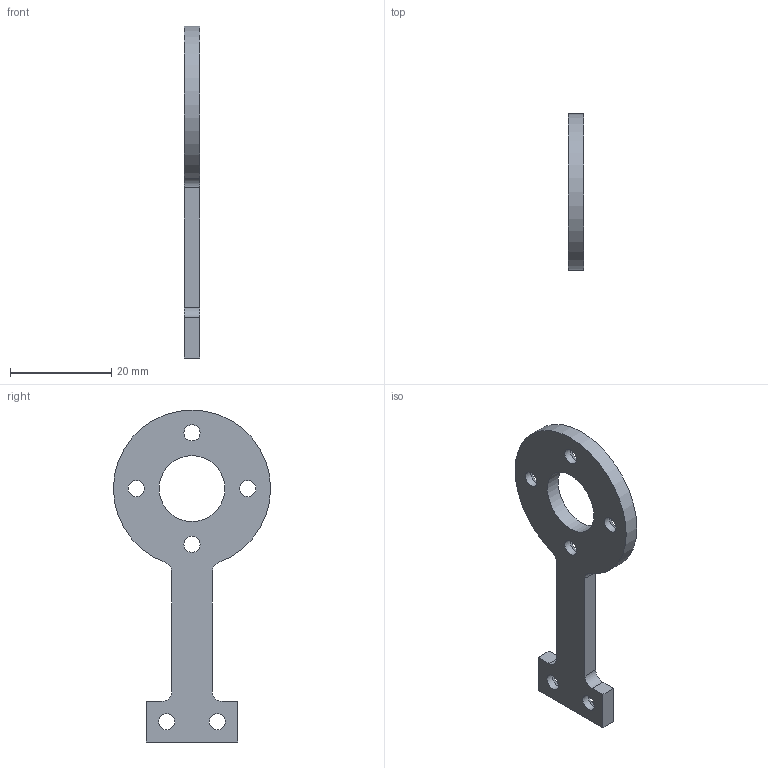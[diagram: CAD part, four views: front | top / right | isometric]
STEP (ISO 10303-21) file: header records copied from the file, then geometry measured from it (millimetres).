
FILE_DESCRIPTION(/* description */ (''),/* implementation_level */ '2;1');
FILE_NAME(/* name */ 'CO-MEC-GSE-0045-01 A).stp',/* time_stamp */ '2022-11-18T10:57:31+01:00',/* author */ ('exolab-5mv6l'),/* organization */ (''),/* preprocessor_version */ 'ST-DEVELOPER v18.1',/* originating_system */ 'Autodesk Inventor 2022',/* authorisation */ '');
FILE_SCHEMA (('AUTOMOTIVE_DESIGN { 1 0 10303 214 3 1 1 }'));
Length unit declared in the file: millimetre
Products named in the file (1): CO-MEC-GSE-0045-01 (Coils holder arm)
Bounding box: 3 x 31 x 65.5 mm (x, y, z)
Volume: 2705.1 mm3; surface area: 2689.3 mm2
Topology: 1 solids, 1 shells, 27 faces, 69 edges, 44 vertices
Faces by surface type: cylinder 12, plane 9, cone 6
Full cylindrical faces by diameter (mm): 3.2 x6, 13 x1
Entity records: 896 total; most frequent: DIRECTION 155, CARTESIAN_POINT 141, ORIENTED_EDGE 138, EDGE_CURVE 69, AXIS2_PLACEMENT_3D 58, VERTEX_POINT 44, EDGE_LOOP 41, LINE 39
